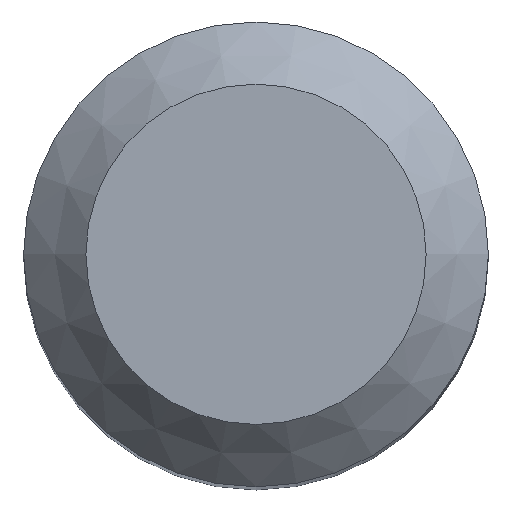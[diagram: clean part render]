
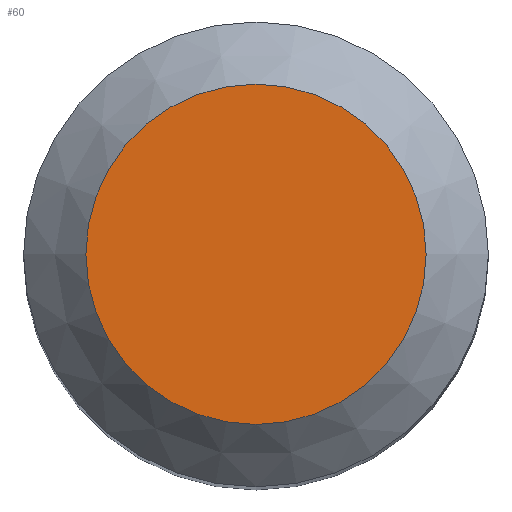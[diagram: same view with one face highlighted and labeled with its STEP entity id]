
A CAD part, top view. The second image highlights one B-rep face of the part: STEP entity #60.
In plain terms, the highlighted planar face has unit normal (0, 0, 1).
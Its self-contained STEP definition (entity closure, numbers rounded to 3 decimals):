
#47=PLANE('',#240);
#51=FACE_OUTER_BOUND('',#98,.T.);
#60=ADVANCED_FACE('',(#51),#47,.T.);
#98=EDGE_LOOP('',(#120));
#120=ORIENTED_EDGE('',*,*,#152,.F.);
#140=VERTEX_POINT('',#355);
#152=EDGE_CURVE('',#140,#140,#163,.T.);
#163=CIRCLE('',#239,3.66);
#239=AXIS2_PLACEMENT_3D('',#354,#280,#281);
#240=AXIS2_PLACEMENT_3D('',#356,#282,#283);
#280=DIRECTION('',(0.,0.,-1.));
#281=DIRECTION('',(-1.,0.,0.));
#282=DIRECTION('',(0.,0.,1.));
#283=DIRECTION('',(1.,0.,0.));
#354=CARTESIAN_POINT('',(0.,0.,0.));
#355=CARTESIAN_POINT('',(-3.66,0.,0.));
#356=CARTESIAN_POINT('',(-3.66,0.,0.));
